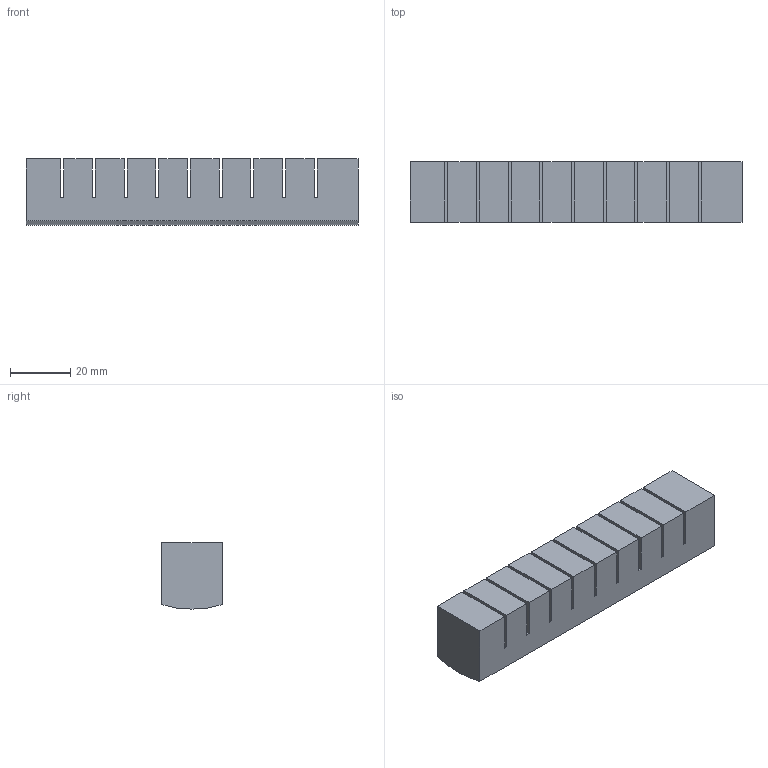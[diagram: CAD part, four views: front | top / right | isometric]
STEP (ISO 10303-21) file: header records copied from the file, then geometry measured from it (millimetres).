
FILE_DESCRIPTION(('CATIA V5 STEP Exchange'),'2;1');
FILE_NAME('PneuNetSimplifiedFEM.stp','2020-12-16T08:31:21+00:00',('none'),('none'),'CATIA Version 5 Release 20 GA (IN-10)','CATIA V5 STEP AP203','none');
FILE_SCHEMA(('CONFIG_CONTROL_DESIGN'));
Length unit declared in the file: millimetre
Products named in the file (1): Fluid_Simplifed
Bounding box: 110 x 20 x 21.96 mm (x, y, z)
Volume: 38898.9 mm3; surface area: 19711.7 mm2
Topology: 1 solids, 2 shells, 84 faces, 240 edges, 160 vertices
Faces by surface type: plane 83, cylinder 1
Entity records: 2724 total; most frequent: CARTESIAN_POINT 485, ORIENTED_EDGE 480, DIRECTION 408, EDGE_CURVE 240, VECTOR 238, LINE 238, VERTEX_POINT 160, AXIS2_PLACEMENT_3D 87
